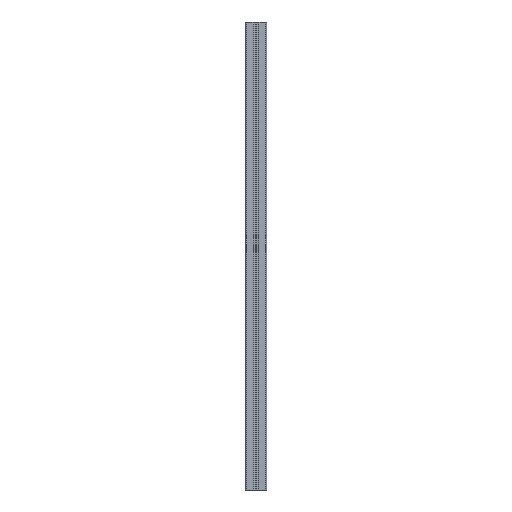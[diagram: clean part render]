
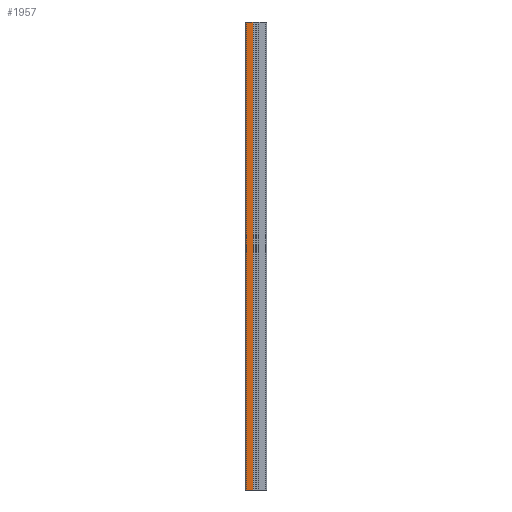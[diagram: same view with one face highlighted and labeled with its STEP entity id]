
A CAD part, left-side view. The second image highlights one B-rep face of the part: STEP entity #1957.
In plain terms, the highlighted planar face has unit normal (-1, 0, 0).
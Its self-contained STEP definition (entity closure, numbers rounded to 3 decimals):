
#404 = VERTEX_POINT ( 'NONE', #10216 ) ;
#575 = EDGE_LOOP ( 'NONE', ( #3736, #4605, #5264, #3313 ) ) ;
#1326 = VERTEX_POINT ( 'NONE', #12721 ) ;
#1918 = VECTOR ( 'NONE', #3977, 1000. ) ;
#1957 = ADVANCED_FACE ( 'NONE', ( #6562 ), #10996, .T. ) ;
#2169 = VECTOR ( 'NONE', #12244, 1000. ) ;
#3313 = ORIENTED_EDGE ( 'NONE', *, *, #10895, .F. ) ;
#3736 = ORIENTED_EDGE ( 'NONE', *, *, #13572, .T. ) ;
#3756 = CARTESIAN_POINT ( 'NONE',  ( -22.5, 6.325, -1000. ) ) ;
#3977 = DIRECTION ( 'NONE',  ( 0., 1., 0. ) ) ;
#4350 = VERTEX_POINT ( 'NONE', #7744 ) ;
#4605 = ORIENTED_EDGE ( 'NONE', *, *, #7769, .T. ) ;
#5264 = ORIENTED_EDGE ( 'NONE', *, *, #12226, .F. ) ;
#5609 = CARTESIAN_POINT ( 'NONE',  ( -22.5, 22.5, -1000. ) ) ;
#5620 = CARTESIAN_POINT ( 'NONE',  ( -22.5, 6.325, -1000. ) ) ;
#5680 = DIRECTION ( 'NONE',  ( 0., 1., 0. ) ) ;
#6184 = VECTOR ( 'NONE', #6986, 1000. ) ;
#6562 = FACE_OUTER_BOUND ( 'NONE', #575, .T. ) ;
#6986 = DIRECTION ( 'NONE',  ( 0., 0., -1. ) ) ;
#7052 = LINE ( 'NONE', #3756, #6184 ) ;
#7744 = CARTESIAN_POINT ( 'NONE',  ( -22.5, 6.325, 0. ) ) ;
#7769 = EDGE_CURVE ( 'NONE', #1326, #404, #9981, .T. ) ;
#8086 = AXIS2_PLACEMENT_3D ( 'NONE', #5609, #10042, #12023 ) ;
#8367 = LINE ( 'NONE', #9524, #1918 ) ;
#9524 = CARTESIAN_POINT ( 'NONE',  ( -22.5, 22.5, -1000. ) ) ;
#9981 = LINE ( 'NONE', #10118, #2169 ) ;
#10042 = DIRECTION ( 'NONE',  ( -1., 0., 0. ) ) ;
#10118 = CARTESIAN_POINT ( 'NONE',  ( -22.5, 20.5, -1000. ) ) ;
#10216 = CARTESIAN_POINT ( 'NONE',  ( -22.5, 20.5, -1000. ) ) ;
#10457 = VECTOR ( 'NONE', #5680, 1000. ) ;
#10895 = EDGE_CURVE ( 'NONE', #4350, #12124, #7052, .T. ) ;
#10996 = PLANE ( 'NONE',  #8086 ) ;
#12023 = DIRECTION ( 'NONE',  ( 0., 0., 1. ) ) ;
#12124 = VERTEX_POINT ( 'NONE', #5620 ) ;
#12226 = EDGE_CURVE ( 'NONE', #12124, #404, #8367, .T. ) ;
#12244 = DIRECTION ( 'NONE',  ( 0., 0., -1. ) ) ;
#12721 = CARTESIAN_POINT ( 'NONE',  ( -22.5, 20.5, 0. ) ) ;
#13260 = LINE ( 'NONE', #13471, #10457 ) ;
#13471 = CARTESIAN_POINT ( 'NONE',  ( -22.5, 22.5, 0. ) ) ;
#13572 = EDGE_CURVE ( 'NONE', #4350, #1326, #13260, .T. ) ;
